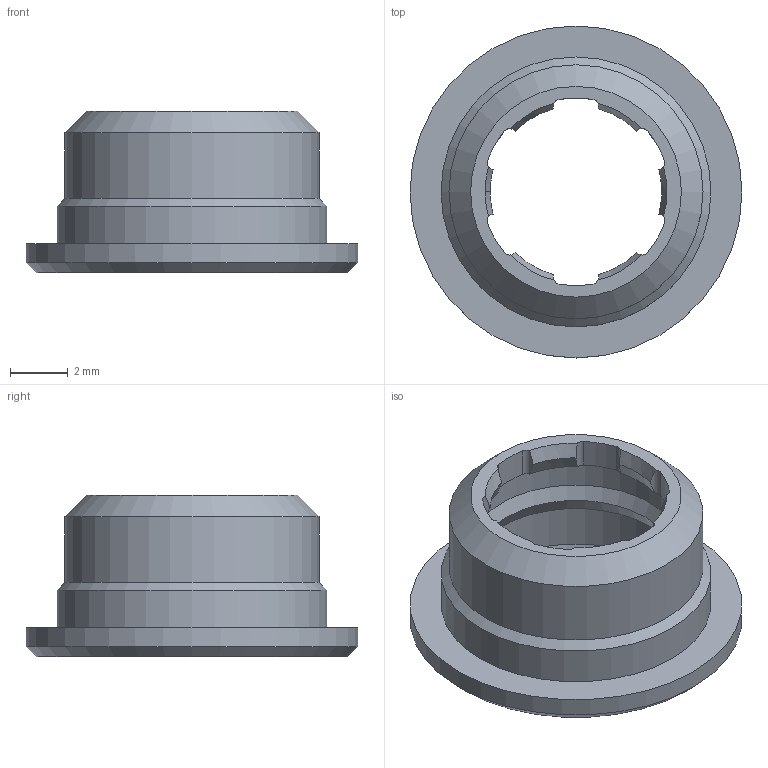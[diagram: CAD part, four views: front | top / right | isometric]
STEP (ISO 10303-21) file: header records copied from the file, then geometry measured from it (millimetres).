
FILE_DESCRIPTION(('FreeCAD Model'),'2;1');
FILE_NAME('Open CASCADE Shape Model','2025-05-12T18:20:38',('FreeCAD'),( 'FreeCAD'),'Open CASCADE STEP processor 7.7','FreeCAD','Unknown');
FILE_SCHEMA(('AUTOMOTIVE_DESIGN { 1 0 10303 214 1 1 1 1 }'));
Length unit declared in the file: millimetre
Products named in the file (1): Open CASCADE STEP translator 7.7 2
Bounding box: 11.5 x 11.5 x 5.6 mm (x, y, z)
Volume: 169.8 mm3; surface area: 409.5 mm2
Topology: 1 solids, 1 shells, 60 faces, 170 edges, 114 vertices
Faces by surface type: cylinder 23, cone 21, plane 16
Full cylindrical faces by diameter (mm): 7.2 x2, 8.8 x1, 9.35 x1, 11.5 x1
Entity records: 2212 total; most frequent: CARTESIAN_POINT 633, ORIENTED_EDGE 340, DIRECTION 328, EDGE_CURVE 170, AXIS2_PLACEMENT_3D 133, VERTEX_POINT 114, CIRCLE 72, FACE_BOUND 64
